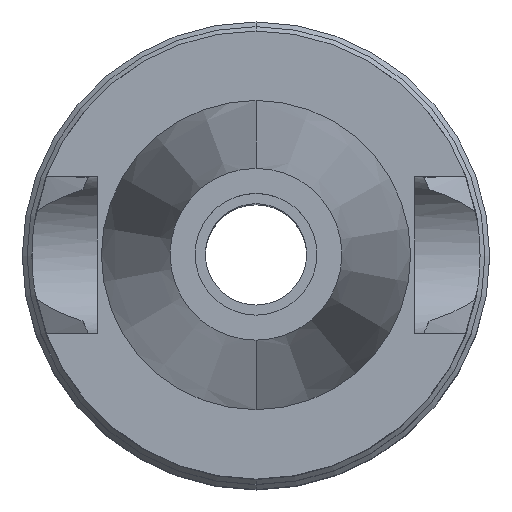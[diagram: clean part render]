
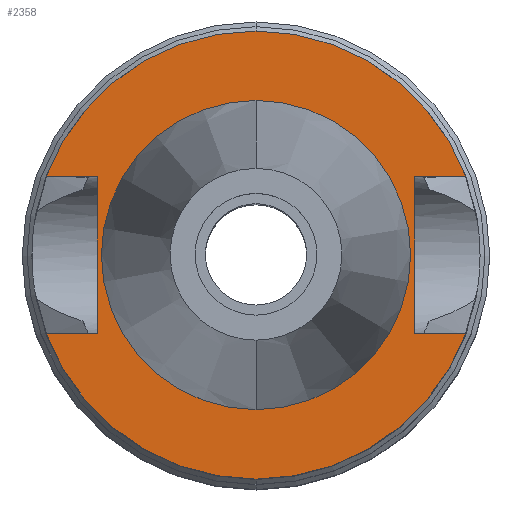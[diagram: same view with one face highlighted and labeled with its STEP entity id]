
A CAD part, top view. The second image highlights one B-rep face of the part: STEP entity #2358.
In plain terms, the highlighted planar face has unit normal (0, 0, 1).
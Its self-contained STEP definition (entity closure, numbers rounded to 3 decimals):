
#1002=DIRECTION('',(1.,0.,0.));
#1003=VECTOR('',#1002,5.245);
#1004=CARTESIAN_POINT('',(16.3,8.05,-1.));
#1005=LINE('',#1004,#1003);
#1039=DIRECTION('',(0.,1.,0.));
#1040=VECTOR('',#1039,16.1);
#1041=CARTESIAN_POINT('',(-16.3,-8.05,-1.));
#1042=LINE('',#1041,#1040);
#1046=DIRECTION('',(-1.,0.,0.));
#1047=VECTOR('',#1046,5.245);
#1048=CARTESIAN_POINT('',(-16.3,8.05,-1.));
#1049=LINE('',#1048,#1047);
#1053=CARTESIAN_POINT('',(0.,0.,-1.));
#1054=DIRECTION('',(0.,0.,-1.));
#1055=DIRECTION('',(-0.937,0.35,0.));
#1056=AXIS2_PLACEMENT_3D('',#1053,#1054,#1055);
#1061=CARTESIAN_POINT('',(0.,0.,-1.));
#1062=DIRECTION('',(0.,0.,-1.));
#1063=DIRECTION('',(0.,1.,0.));
#1064=AXIS2_PLACEMENT_3D('',#1061,#1062,#1063);
#1069=DIRECTION('',(0.,-1.,0.));
#1070=VECTOR('',#1069,16.1);
#1071=CARTESIAN_POINT('',(16.3,8.05,-1.));
#1072=LINE('',#1071,#1070);
#1076=DIRECTION('',(1.,0.,0.));
#1077=VECTOR('',#1076,5.245);
#1078=CARTESIAN_POINT('',(16.3,-8.05,-1.));
#1079=LINE('',#1078,#1077);
#1083=CARTESIAN_POINT('',(0.,0.,-1.));
#1084=DIRECTION('',(0.,0.,-1.));
#1085=DIRECTION('',(0.937,-0.35,0.));
#1086=AXIS2_PLACEMENT_3D('',#1083,#1084,#1085);
#1091=CARTESIAN_POINT('',(0.,0.,-1.));
#1092=DIRECTION('',(0.,0.,-1.));
#1093=DIRECTION('',(0.,-1.,0.));
#1094=AXIS2_PLACEMENT_3D('',#1091,#1092,#1093);
#1099=CARTESIAN_POINT('',(0.,0.,-1.));
#1100=DIRECTION('',(0.,0.,1.));
#1101=DIRECTION('',(0.,-1.,0.));
#1102=AXIS2_PLACEMENT_3D('',#1099,#1100,#1101);
#1107=CARTESIAN_POINT('',(0.,0.,-1.));
#1108=DIRECTION('',(0.,0.,1.));
#1109=DIRECTION('',(0.,1.,0.));
#1110=AXIS2_PLACEMENT_3D('',#1107,#1108,#1109);
#1155=DIRECTION('',(-1.,0.,0.));
#1156=VECTOR('',#1155,5.245);
#1157=CARTESIAN_POINT('',(-16.3,-8.05,-1.));
#1158=LINE('',#1157,#1156);
#1432=CARTESIAN_POINT('',(-16.3,-8.05,-1.));
#1433=VERTEX_POINT('',#1432);
#1434=CARTESIAN_POINT('',(-21.545,-8.05,-1.));
#1435=VERTEX_POINT('',#1434);
#1436=CARTESIAN_POINT('',(-16.3,8.05,-1.));
#1437=VERTEX_POINT('',#1436);
#1438=CARTESIAN_POINT('',(-21.545,8.05,-1.));
#1439=VERTEX_POINT('',#1438);
#1440=CARTESIAN_POINT('',(0.,23.,-1.));
#1441=CARTESIAN_POINT('',(21.545,8.05,-1.));
#1442=VERTEX_POINT('',#1440);
#1443=VERTEX_POINT('',#1441);
#1444=CARTESIAN_POINT('',(16.3,8.05,-1.));
#1445=VERTEX_POINT('',#1444);
#1446=CARTESIAN_POINT('',(16.3,-8.05,-1.));
#1447=VERTEX_POINT('',#1446);
#1448=CARTESIAN_POINT('',(21.545,-8.05,-1.));
#1449=VERTEX_POINT('',#1448);
#1450=CARTESIAN_POINT('',(0.,-23.,-1.));
#1451=VERTEX_POINT('',#1450);
#1452=CARTESIAN_POINT('',(0.,-15.875,-1.));
#1453=CARTESIAN_POINT('',(0.,15.875,-1.));
#1454=VERTEX_POINT('',#1452);
#1455=VERTEX_POINT('',#1453);
#2330=CARTESIAN_POINT('',(0.,0.,-1.));
#2331=DIRECTION('',(0.,0.,-1.));
#2332=DIRECTION('',(0.,-1.,0.));
#2333=AXIS2_PLACEMENT_3D('',#2330,#2331,#2332);
#2334=PLANE('',#2333);
#2336=ORIENTED_EDGE('',*,*,#2335,.T.);
#2337=ORIENTED_EDGE('',*,*,#2275,.T.);
#2338=ORIENTED_EDGE('',*,*,#2295,.T.);
#2339=ORIENTED_EDGE('',*,*,#2293,.T.);
#2340=ORIENTED_EDGE('',*,*,#2309,.F.);
#2341=ORIENTED_EDGE('',*,*,#2320,.T.);
#2343=ORIENTED_EDGE('',*,*,#2342,.T.);
#2345=ORIENTED_EDGE('',*,*,#2344,.T.);
#2347=ORIENTED_EDGE('',*,*,#2346,.T.);
#2349=ORIENTED_EDGE('',*,*,#2348,.F.);
#2350=EDGE_LOOP('',(#2336,#2337,#2338,#2339,#2340,#2341,#2343,#2345,#2347,
#2349));
#2351=FACE_OUTER_BOUND('',#2350,.F.);
#2353=ORIENTED_EDGE('',*,*,#2352,.T.);
#2355=ORIENTED_EDGE('',*,*,#2354,.T.);
#2356=EDGE_LOOP('',(#2353,#2355));
#2357=FACE_BOUND('',#2356,.F.);
#1057=CIRCLE('',#1056,23.);
#1065=CIRCLE('',#1064,23.);
#1087=CIRCLE('',#1086,23.);
#1095=CIRCLE('',#1094,23.);
#1103=CIRCLE('',#1102,15.875);
#1111=CIRCLE('',#1110,15.875);
#2275=EDGE_CURVE('',#1437,#1439,#1049,.T.);
#2293=EDGE_CURVE('',#1442,#1443,#1065,.T.);
#2295=EDGE_CURVE('',#1439,#1442,#1057,.T.);
#2309=EDGE_CURVE('',#1445,#1443,#1005,.T.);
#2320=EDGE_CURVE('',#1445,#1447,#1072,.T.);
#2335=EDGE_CURVE('',#1433,#1437,#1042,.T.);
#2342=EDGE_CURVE('',#1447,#1449,#1079,.T.);
#2344=EDGE_CURVE('',#1449,#1451,#1087,.T.);
#2346=EDGE_CURVE('',#1451,#1435,#1095,.T.);
#2348=EDGE_CURVE('',#1433,#1435,#1158,.T.);
#2352=EDGE_CURVE('',#1454,#1455,#1103,.T.);
#2354=EDGE_CURVE('',#1455,#1454,#1111,.T.);
#2358=ADVANCED_FACE('',(#2351,#2357),#2334,.F.);
